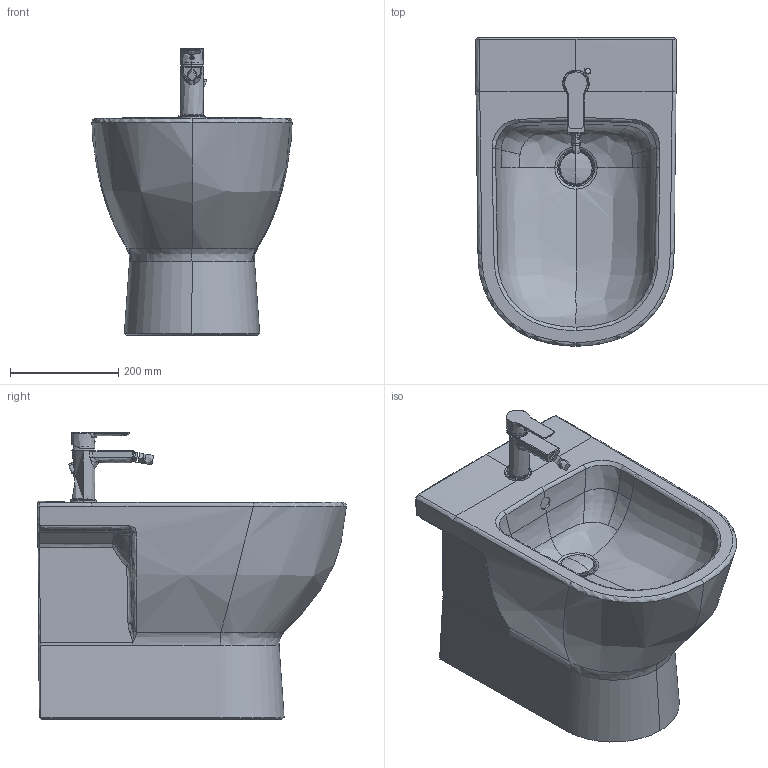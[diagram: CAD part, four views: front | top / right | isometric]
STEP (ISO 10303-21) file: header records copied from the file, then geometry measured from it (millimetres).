
FILE_DESCRIPTION(/* description */ (''),/* implementation_level */ '2;1');
FILE_NAME(/* name */ '272310',/* time_stamp */ '2023-07-19T09:03:57+02:00',/* author */ (''),/* organization */ (''),/* preprocessor_version */ 'ST-DEVELOPER v15',/* originating_system */ '',/* authorisation */ '');
FILE_SCHEMA (('AUTOMOTIVE_DESIGN'));
Length unit declared in the file: millimetre
Products named in the file (1): Document
Bounding box: 369.67 x 569.53 x 528.44 mm (x, y, z)
Volume: 19933106.3 mm3; surface area: 1368815.2 mm2
Topology: 7 solids, 12 shells, 646 faces, 1557 edges, 925 vertices
Faces by surface type: bspline 561, plane 85
Entity records: 76495 total; most frequent: CARTESIAN_POINT 67443, ORIENTED_EDGE 3050, EDGE_CURVE 1535, B_SPLINE_CURVE_WITH_KNOTS 978, VERTEX_POINT 925, EDGE_LOOP 676, ADVANCED_FACE 646, FACE_OUTER_BOUND 646
